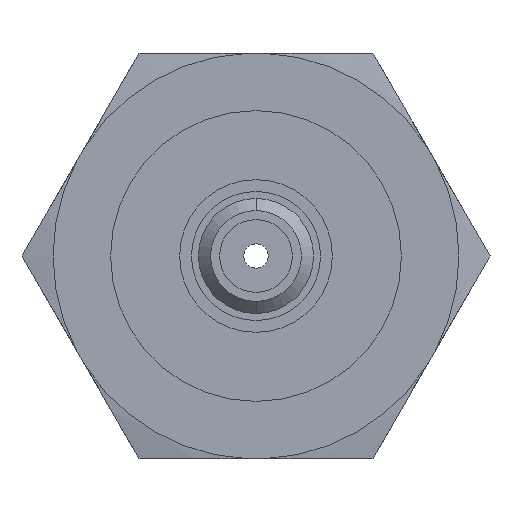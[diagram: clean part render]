
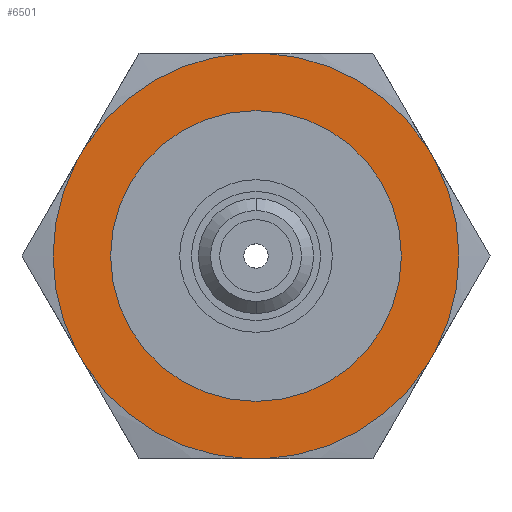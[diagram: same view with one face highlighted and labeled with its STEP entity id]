
A CAD part, left-side view. The second image highlights one B-rep face of the part: STEP entity #6501.
In plain terms, the highlighted planar face has unit normal (-1, 0, 0).
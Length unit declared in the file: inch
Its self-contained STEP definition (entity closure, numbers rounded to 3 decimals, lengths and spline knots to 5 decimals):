
#76 = VERTEX_POINT ( 'NONE', #1910 ) ;
#117 = VECTOR ( 'NONE', #1077, 39.37008 ) ;
#152 = CARTESIAN_POINT ( 'NONE',  ( 0.08, -0.19312, 0.3345 ) ) ;
#171 = ORIENTED_EDGE ( 'NONE', *, *, #8761, .F. ) ;
#280 = EDGE_CURVE ( 'NONE', #10710, #14050, #4547, .T. ) ;
#299 = DIRECTION ( 'NONE',  ( 0., 0., -1. ) ) ;
#350 = VECTOR ( 'NONE', #8780, 39.37008 ) ;
#837 = VERTEX_POINT ( 'NONE', #2068 ) ;
#877 = VERTEX_POINT ( 'NONE', #5872 ) ;
#929 = DIRECTION ( 'NONE',  ( 1., 0., 0. ) ) ;
#951 = CIRCLE ( 'NONE', #7997, 0.33488 ) ;
#1077 = DIRECTION ( 'NONE',  ( 0., -0.5, -0.866 ) ) ;
#1481 = ORIENTED_EDGE ( 'NONE', *, *, #6472, .F. ) ;
#1837 = AXIS2_PLACEMENT_3D ( 'NONE', #8835, #13435, #6690 ) ;
#1910 = CARTESIAN_POINT ( 'NONE',  ( 0.08, 0.2817, 0.18107 ) ) ;
#2068 = CARTESIAN_POINT ( 'NONE',  ( 0.08, -0.2817, 0.18107 ) ) ;
#2146 = AXIS2_PLACEMENT_3D ( 'NONE', #10239, #3150, #6789 ) ;
#2148 = VERTEX_POINT ( 'NONE', #3807 ) ;
#2529 = DIRECTION ( 'NONE',  ( 0., 0., 1. ) ) ;
#2638 = DIRECTION ( 'NONE',  ( 0., -0.5, 0.866 ) ) ;
#2795 = ORIENTED_EDGE ( 'NONE', *, *, #9793, .F. ) ;
#3079 = ORIENTED_EDGE ( 'NONE', *, *, #4758, .T. ) ;
#3150 = DIRECTION ( 'NONE',  ( -1., 0., 0. ) ) ;
#3443 = CARTESIAN_POINT ( 'NONE',  ( 0.08, -0.01596, -0.3345 ) ) ;
#3528 = CIRCLE ( 'NONE', #4981, 0.33488 ) ;
#3583 = VECTOR ( 'NONE', #2638, 39.37008 ) ;
#3709 = CARTESIAN_POINT ( 'NONE',  ( 0.08, 0.19312, 0.3345 ) ) ;
#3775 = AXIS2_PLACEMENT_3D ( 'NONE', #8450, #14429, #299 ) ;
#3807 = CARTESIAN_POINT ( 'NONE',  ( 0.08, 0.29767, -0.15343 ) ) ;
#3920 = LINE ( 'NONE', #11118, #3583 ) ;
#3987 = VERTEX_POINT ( 'NONE', #13560 ) ;
#4202 = VERTEX_POINT ( 'NONE', #8404 ) ;
#4253 = EDGE_LOOP ( 'NONE', ( #171, #9714 ) ) ;
#4256 = EDGE_CURVE ( 'NONE', #4202, #13360, #4314, .T. ) ;
#4314 = CIRCLE ( 'NONE', #6016, 0.33488 ) ;
#4357 = LINE ( 'NONE', #6568, #8136 ) ;
#4547 = LINE ( 'NONE', #3709, #13508 ) ;
#4606 = VERTEX_POINT ( 'NONE', #6317 ) ;
#4622 = DIRECTION ( 'NONE',  ( -1., 0., 0. ) ) ;
#4734 = VECTOR ( 'NONE', #13428, 39.37008 ) ;
#4758 = EDGE_CURVE ( 'NONE', #10710, #76, #13135, .T. ) ;
#4856 = DIRECTION ( 'NONE',  ( 0., 0., -1. ) ) ;
#4981 = AXIS2_PLACEMENT_3D ( 'NONE', #11672, #4622, #4856 ) ;
#5553 = DIRECTION ( 'NONE',  ( 0., 0., -1. ) ) ;
#5872 = CARTESIAN_POINT ( 'NONE',  ( 0.08, 0.2817, -0.18107 ) ) ;
#6016 = AXIS2_PLACEMENT_3D ( 'NONE', #9932, #7411, #12165 ) ;
#6098 = DIRECTION ( 'NONE',  ( -1., 0., 0. ) ) ;
#6149 = LINE ( 'NONE', #13203, #4734 ) ;
#6198 = ORIENTED_EDGE ( 'NONE', *, *, #13612, .F. ) ;
#6227 = VERTEX_POINT ( 'NONE', #14979 ) ;
#6317 = CARTESIAN_POINT ( 'NONE',  ( 0.08, 0.29767, 0.15343 ) ) ;
#6472 = EDGE_CURVE ( 'NONE', #6227, #877, #13793, .T. ) ;
#6501 = ADVANCED_FACE ( 'NONE', ( #11223, #10064 ), #13675, .F. ) ;
#6527 = AXIS2_PLACEMENT_3D ( 'NONE', #15041, #7851, #8068 ) ;
#6568 = CARTESIAN_POINT ( 'NONE',  ( 0.08, 0.19312, -0.3345 ) ) ;
#6690 = DIRECTION ( 'NONE',  ( 0., 0., -1. ) ) ;
#6789 = DIRECTION ( 'NONE',  ( 0., 0., 1. ) ) ;
#6958 = AXIS2_PLACEMENT_3D ( 'NONE', #9394, #9315, #2529 ) ;
#7209 = VERTEX_POINT ( 'NONE', #14924 ) ;
#7333 = DIRECTION ( 'NONE',  ( 0., 0., -1. ) ) ;
#7411 = DIRECTION ( 'NONE',  ( -1., 0., 0. ) ) ;
#7446 = ORIENTED_EDGE ( 'NONE', *, *, #11835, .T. ) ;
#7617 = CARTESIAN_POINT ( 'NONE',  ( 0.08, 0.38625, 0. ) ) ;
#7851 = DIRECTION ( 'NONE',  ( -1., 0., 0. ) ) ;
#7867 = ORIENTED_EDGE ( 'NONE', *, *, #9835, .F. ) ;
#7913 = CARTESIAN_POINT ( 'NONE',  ( 0.08, -0.29767, 0.15343 ) ) ;
#7997 = AXIS2_PLACEMENT_3D ( 'NONE', #10719, #6098, #7333 ) ;
#8068 = DIRECTION ( 'NONE',  ( 0., 0., -1. ) ) ;
#8136 = VECTOR ( 'NONE', #12472, 39.37008 ) ;
#8404 = CARTESIAN_POINT ( 'NONE',  ( 0.08, -0.29767, -0.15343 ) ) ;
#8450 = CARTESIAN_POINT ( 'NONE',  ( 0.08, 0., 0. ) ) ;
#8565 = EDGE_CURVE ( 'NONE', #4606, #2148, #951, .T. ) ;
#8761 = EDGE_CURVE ( 'NONE', #7209, #3987, #10690, .T. ) ;
#8780 = DIRECTION ( 'NONE',  ( 0., 1., 0. ) ) ;
#8835 = CARTESIAN_POINT ( 'NONE',  ( 0.08, 0., 0. ) ) ;
#9315 = DIRECTION ( 'NONE',  ( -1., 0., 0. ) ) ;
#9394 = CARTESIAN_POINT ( 'NONE',  ( 0.08, 0., 0. ) ) ;
#9709 = ORIENTED_EDGE ( 'NONE', *, *, #4256, .T. ) ;
#9714 = ORIENTED_EDGE ( 'NONE', *, *, #12743, .F. ) ;
#9793 = EDGE_CURVE ( 'NONE', #12638, #6227, #11999, .T. ) ;
#9828 = ORIENTED_EDGE ( 'NONE', *, *, #11654, .F. ) ;
#9835 = EDGE_CURVE ( 'NONE', #877, #2148, #4357, .T. ) ;
#9932 = CARTESIAN_POINT ( 'NONE',  ( 0.08, 0., 0. ) ) ;
#10064 = FACE_OUTER_BOUND ( 'NONE', #12788, .T. ) ;
#10239 = CARTESIAN_POINT ( 'NONE',  ( 0.08, 0., 0. ) ) ;
#10371 = EDGE_CURVE ( 'NONE', #837, #13360, #14208, .T. ) ;
#10498 = EDGE_CURVE ( 'NONE', #12638, #14389, #13294, .T. ) ;
#10690 = CIRCLE ( 'NONE', #2146, 0.14 ) ;
#10710 = VERTEX_POINT ( 'NONE', #11509 ) ;
#10719 = CARTESIAN_POINT ( 'NONE',  ( 0.08, 0., 0. ) ) ;
#11041 = ORIENTED_EDGE ( 'NONE', *, *, #280, .F. ) ;
#11118 = CARTESIAN_POINT ( 'NONE',  ( 0.08, 0.38625, 0. ) ) ;
#11131 = CIRCLE ( 'NONE', #6958, 0.14 ) ;
#11223 = FACE_BOUND ( 'NONE', #4253, .T. ) ;
#11509 = CARTESIAN_POINT ( 'NONE',  ( 0.08, 0.01596, 0.3345 ) ) ;
#11654 = EDGE_CURVE ( 'NONE', #4202, #14389, #6149, .T. ) ;
#11672 = CARTESIAN_POINT ( 'NONE',  ( 0.08, 0., 0. ) ) ;
#11835 = EDGE_CURVE ( 'NONE', #837, #14050, #3528, .T. ) ;
#11837 = AXIS2_PLACEMENT_3D ( 'NONE', #7617, #929, #5553 ) ;
#11999 = LINE ( 'NONE', #13458, #350 ) ;
#12135 = CARTESIAN_POINT ( 'NONE',  ( 0.08, -0.2817, -0.18107 ) ) ;
#12165 = DIRECTION ( 'NONE',  ( 0., 0., -1. ) ) ;
#12472 = DIRECTION ( 'NONE',  ( 0., 0.5, 0.866 ) ) ;
#12549 = ORIENTED_EDGE ( 'NONE', *, *, #10498, .T. ) ;
#12638 = VERTEX_POINT ( 'NONE', #3443 ) ;
#12743 = EDGE_CURVE ( 'NONE', #3987, #7209, #11131, .T. ) ;
#12788 = EDGE_LOOP ( 'NONE', ( #2795, #12549, #9828, #9709, #14844, #7446, #11041, #3079, #6198, #13412, #7867, #1481 ) ) ;
#13135 = CIRCLE ( 'NONE', #6527, 0.33488 ) ;
#13203 = CARTESIAN_POINT ( 'NONE',  ( 0.08, -0.38625, 0. ) ) ;
#13294 = CIRCLE ( 'NONE', #3775, 0.33488 ) ;
#13360 = VERTEX_POINT ( 'NONE', #7913 ) ;
#13412 = ORIENTED_EDGE ( 'NONE', *, *, #8565, .T. ) ;
#13428 = DIRECTION ( 'NONE',  ( 0., 0.5, -0.866 ) ) ;
#13435 = DIRECTION ( 'NONE',  ( 1., 0., 0. ) ) ;
#13458 = CARTESIAN_POINT ( 'NONE',  ( 0.08, -0.19312, -0.3345 ) ) ;
#13508 = VECTOR ( 'NONE', #13953, 39.37008 ) ;
#13560 = CARTESIAN_POINT ( 'NONE',  ( 0.08, 0., -0.14 ) ) ;
#13612 = EDGE_CURVE ( 'NONE', #4606, #76, #3920, .T. ) ;
#13675 = PLANE ( 'NONE',  #11837 ) ;
#13793 = CIRCLE ( 'NONE', #1837, 0.33488 ) ;
#13953 = DIRECTION ( 'NONE',  ( 0., -1., 0. ) ) ;
#14050 = VERTEX_POINT ( 'NONE', #14463 ) ;
#14208 = LINE ( 'NONE', #152, #117 ) ;
#14389 = VERTEX_POINT ( 'NONE', #12135 ) ;
#14429 = DIRECTION ( 'NONE',  ( -1., 0., 0. ) ) ;
#14463 = CARTESIAN_POINT ( 'NONE',  ( 0.08, -0.01596, 0.3345 ) ) ;
#14844 = ORIENTED_EDGE ( 'NONE', *, *, #10371, .F. ) ;
#14924 = CARTESIAN_POINT ( 'NONE',  ( 0.08, 0., 0.14 ) ) ;
#14979 = CARTESIAN_POINT ( 'NONE',  ( 0.08, 0.01596, -0.3345 ) ) ;
#15041 = CARTESIAN_POINT ( 'NONE',  ( 0.08, 0., 0. ) ) ;
